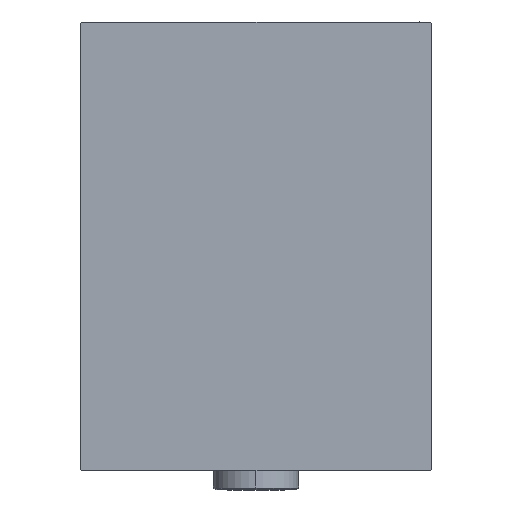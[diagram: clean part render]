
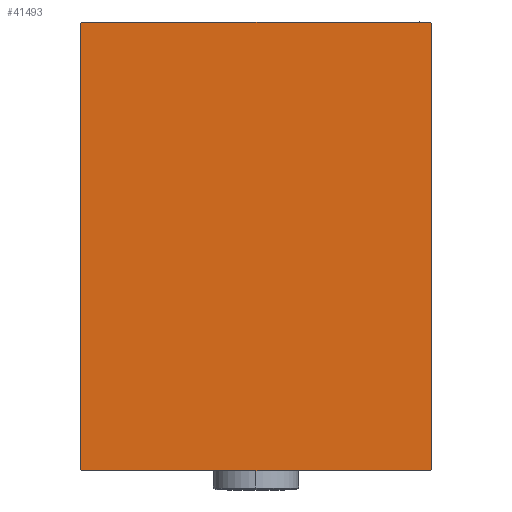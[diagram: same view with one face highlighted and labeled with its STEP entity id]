
A CAD part, left-side view. The second image highlights one B-rep face of the part: STEP entity #41493.
In plain terms, the highlighted face is planar.
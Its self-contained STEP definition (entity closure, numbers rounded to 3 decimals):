
#734 = ORIENTED_EDGE ( 'NONE', *, *, #30601, .T. ) ;
#1267 = DIRECTION ( 'NONE',  ( 0., 0., -1. ) ) ;
#1481 = VERTEX_POINT ( 'NONE', #35178 ) ;
#2125 = LINE ( 'NONE', #35050, #20106 ) ;
#2472 = CARTESIAN_POINT ( 'NONE',  ( 278., -45., 57.2 ) ) ;
#5966 = CARTESIAN_POINT ( 'NONE',  ( 278., -44.7, 57.5 ) ) ;
#6024 = CARTESIAN_POINT ( 'NONE',  ( 278., 45., -57.5 ) ) ;
#6514 = DIRECTION ( 'NONE',  ( 0., 0., 1. ) ) ;
#9515 = VERTEX_POINT ( 'NONE', #44105 ) ;
#10468 = EDGE_CURVE ( 'NONE', #9515, #32183, #42794, .T. ) ;
#10989 = CARTESIAN_POINT ( 'NONE',  ( 278., -45., -57.5 ) ) ;
#11023 = CARTESIAN_POINT ( 'NONE',  ( 278., 51.1, 51.1 ) ) ;
#11769 = FACE_OUTER_BOUND ( 'NONE', #18597, .T. ) ;
#13186 = LINE ( 'NONE', #31808, #16981 ) ;
#13237 = CARTESIAN_POINT ( 'NONE',  ( 278., 44.7, -57.5 ) ) ;
#14054 = ORIENTED_EDGE ( 'NONE', *, *, #30323, .T. ) ;
#14960 = CARTESIAN_POINT ( 'NONE',  ( 278., 45., 57.2 ) ) ;
#15021 = ORIENTED_EDGE ( 'NONE', *, *, #42475, .T. ) ;
#15495 = AXIS2_PLACEMENT_3D ( 'NONE', #32994, #22247, #1267 ) ;
#16981 = VECTOR ( 'NONE', #45659, 1000. ) ;
#17130 = VECTOR ( 'NONE', #41379, 1000. ) ;
#17865 = VERTEX_POINT ( 'NONE', #35054 ) ;
#18169 = LINE ( 'NONE', #11023, #31629 ) ;
#18597 = EDGE_LOOP ( 'NONE', ( #34146, #24803, #42737, #734, #14054, #29506, #30799, #15021 ) ) ;
#18675 = PLANE ( 'NONE',  #15495 ) ;
#20106 = VECTOR ( 'NONE', #29860, 1000. ) ;
#20414 = EDGE_CURVE ( 'NONE', #41079, #36986, #29110, .T. ) ;
#22247 = DIRECTION ( 'NONE',  ( 1., 0., 0. ) ) ;
#23453 = CARTESIAN_POINT ( 'NONE',  ( 278., -45., 57.5 ) ) ;
#24803 = ORIENTED_EDGE ( 'NONE', *, *, #30488, .T. ) ;
#25527 = DIRECTION ( 'NONE',  ( 0., 1., 0. ) ) ;
#27137 = VECTOR ( 'NONE', #34914, 1000. ) ;
#29110 = LINE ( 'NONE', #10989, #33679 ) ;
#29387 = DIRECTION ( 'NONE',  ( 0., 0.707, 0.707 ) ) ;
#29506 = ORIENTED_EDGE ( 'NONE', *, *, #46316, .T. ) ;
#29611 = DIRECTION ( 'NONE',  ( 0., -0.707, 0.707 ) ) ;
#29728 = VECTOR ( 'NONE', #6514, 1000. ) ;
#29860 = DIRECTION ( 'NONE',  ( 0., -0.707, -0.707 ) ) ;
#30323 = EDGE_CURVE ( 'NONE', #1481, #39393, #30394, .T. ) ;
#30394 = LINE ( 'NONE', #34207, #17130 ) ;
#30488 = EDGE_CURVE ( 'NONE', #36986, #9515, #39459, .T. ) ;
#30601 = EDGE_CURVE ( 'NONE', #32183, #1481, #18169, .T. ) ;
#30799 = ORIENTED_EDGE ( 'NONE', *, *, #33648, .T. ) ;
#31629 = VECTOR ( 'NONE', #29611, 1000. ) ;
#31808 = CARTESIAN_POINT ( 'NONE',  ( 278., -51.1, -51.1 ) ) ;
#32183 = VERTEX_POINT ( 'NONE', #14960 ) ;
#32994 = CARTESIAN_POINT ( 'NONE',  ( 278., 0., 0. ) ) ;
#33648 = EDGE_CURVE ( 'NONE', #34626, #17865, #38014, .T. ) ;
#33679 = VECTOR ( 'NONE', #25527, 1000. ) ;
#34146 = ORIENTED_EDGE ( 'NONE', *, *, #20414, .T. ) ;
#34207 = CARTESIAN_POINT ( 'NONE',  ( 278., 45., 57.5 ) ) ;
#34626 = VERTEX_POINT ( 'NONE', #2472 ) ;
#34914 = DIRECTION ( 'NONE',  ( 0., 0., -1. ) ) ;
#35050 = CARTESIAN_POINT ( 'NONE',  ( 278., -51.1, 51.1 ) ) ;
#35054 = CARTESIAN_POINT ( 'NONE',  ( 278., -45., -57.2 ) ) ;
#35178 = CARTESIAN_POINT ( 'NONE',  ( 278., 44.7, 57.5 ) ) ;
#36986 = VERTEX_POINT ( 'NONE', #13237 ) ;
#38014 = LINE ( 'NONE', #23453, #27137 ) ;
#38833 = CARTESIAN_POINT ( 'NONE',  ( 278., -44.7, -57.5 ) ) ;
#39393 = VERTEX_POINT ( 'NONE', #5966 ) ;
#39459 = LINE ( 'NONE', #43960, #44599 ) ;
#41079 = VERTEX_POINT ( 'NONE', #38833 ) ;
#41379 = DIRECTION ( 'NONE',  ( 0., -1., 0. ) ) ;
#41493 = ADVANCED_FACE ( 'NONE', ( #11769 ), #18675, .T. ) ;
#42475 = EDGE_CURVE ( 'NONE', #17865, #41079, #13186, .T. ) ;
#42737 = ORIENTED_EDGE ( 'NONE', *, *, #10468, .T. ) ;
#42794 = LINE ( 'NONE', #6024, #29728 ) ;
#43960 = CARTESIAN_POINT ( 'NONE',  ( 278., 51.1, -51.1 ) ) ;
#44105 = CARTESIAN_POINT ( 'NONE',  ( 278., 45., -57.2 ) ) ;
#44599 = VECTOR ( 'NONE', #29387, 1000. ) ;
#45659 = DIRECTION ( 'NONE',  ( 0., 0.707, -0.707 ) ) ;
#46316 = EDGE_CURVE ( 'NONE', #39393, #34626, #2125, .T. ) ;
